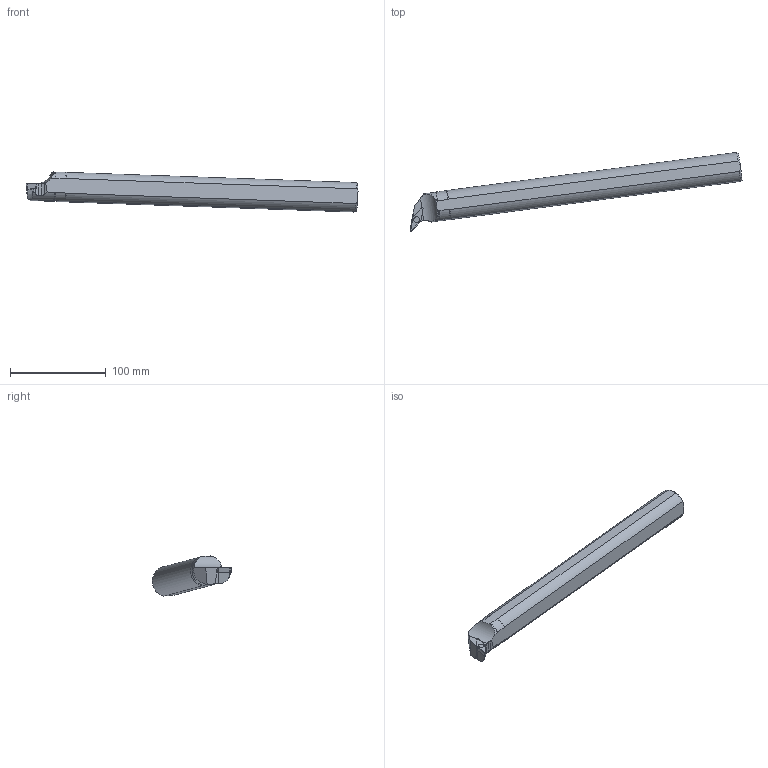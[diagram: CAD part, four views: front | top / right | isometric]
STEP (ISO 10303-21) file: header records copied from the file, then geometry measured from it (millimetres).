
FILE_DESCRIPTION(/* description */ (''),/* implementation_level */ '2;1');
FILE_NAME(/* name */ 'S32USVQCR16_SIM.stp',/* time_stamp */ '2022-01-14T13:37:05+01:00',/* author */ (''),/* organization */ (''),/* preprocessor_version */ 'ST-DEVELOPER v16.7',/* originating_system */ 'SIEMENS PLM Software NX 12.0',/* authorisation */ '');
FILE_SCHEMA (('AUTOMOTIVE_DESIGN { 1 0 10303 214 3 1 1 1 }'));
Length unit declared in the file: millimetre
Products named in the file (1): model1
Bounding box: 347.62 x 82.86 x 41.9 mm (x, y, z)
Volume: 258457.8 mm3; surface area: 35885.9 mm2
Topology: 2 solids, 2 shells, 53 faces, 145 edges, 96 vertices
Faces by surface type: plane 17, cylinder 16, cone 11, torus 9
Full cylindrical faces by diameter (mm): 4.4 x1, 6 x1
Entity records: 1819 total; most frequent: CARTESIAN_POINT 476, ORIENTED_EDGE 284, DIRECTION 263, EDGE_CURVE 142, AXIS2_PLACEMENT_3D 107, VERTEX_POINT 96, EDGE_LOOP 58, ADVANCED_FACE 53
